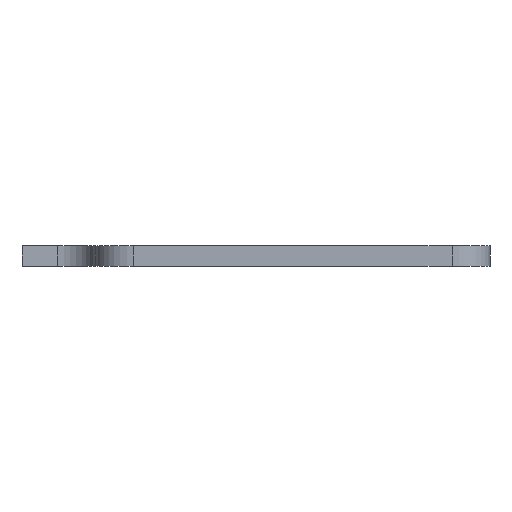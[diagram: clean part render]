
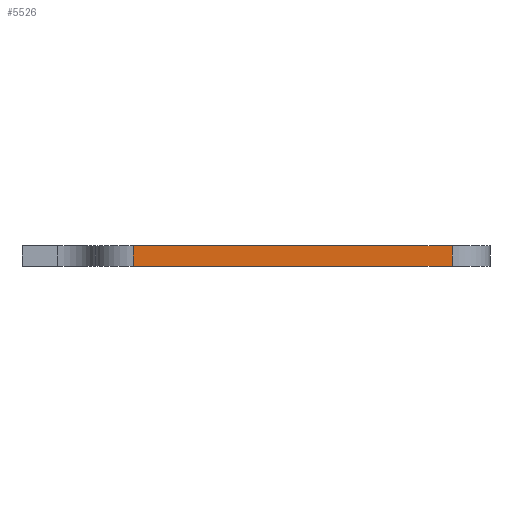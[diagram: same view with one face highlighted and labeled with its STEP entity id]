
A CAD part, front view. The second image highlights one B-rep face of the part: STEP entity #5526.
In plain terms, the highlighted planar face has unit normal (0, -1, 0).
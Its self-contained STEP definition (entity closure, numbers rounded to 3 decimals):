
#90 = PLANE('',#91);
#91 = AXIS2_PLACEMENT_3D('',#92,#93,#94);
#92 = CARTESIAN_POINT('',(19.037,33.81,1.6));
#93 = DIRECTION('',(-0.,-0.,-1.));
#94 = DIRECTION('',(-1.,0.,0.));
#144 = PLANE('',#145);
#145 = AXIS2_PLACEMENT_3D('',#146,#147,#148);
#146 = CARTESIAN_POINT('',(19.037,33.81,0.));
#147 = DIRECTION('',(-0.,-0.,-1.));
#148 = DIRECTION('',(-1.,0.,0.));
#418 = VERTEX_POINT('',#419);
#419 = CARTESIAN_POINT('',(34.,0.,0.));
#438 = CYLINDRICAL_SURFACE('',#439,3.);
#439 = AXIS2_PLACEMENT_3D('',#440,#441,#442);
#440 = CARTESIAN_POINT('',(34.,3.,0.));
#441 = DIRECTION('',(-0.,-0.,-1.));
#442 = DIRECTION('',(1.,0.,-0.));
#450 = EDGE_CURVE('',#418,#451,#453,.T.);
#451 = VERTEX_POINT('',#452);
#452 = CARTESIAN_POINT('',(8.8,-0.,0.));
#453 = SURFACE_CURVE('',#454,(#458,#465),.PCURVE_S1.);
#454 = LINE('',#455,#456);
#455 = CARTESIAN_POINT('',(34.,0.,0.));
#456 = VECTOR('',#457,1.);
#457 = DIRECTION('',(-1.,-0.,0.));
#458 = PCURVE('',#144,#459);
#459 = DEFINITIONAL_REPRESENTATION('',(#460),#464);
#460 = LINE('',#461,#462);
#461 = CARTESIAN_POINT('',(-14.963,-33.81));
#462 = VECTOR('',#463,1.);
#463 = DIRECTION('',(1.,0.));
#464 = ( GEOMETRIC_REPRESENTATION_CONTEXT(2) 
PARAMETRIC_REPRESENTATION_CONTEXT() REPRESENTATION_CONTEXT('2D SPACE',''
  ) );
#465 = PCURVE('',#466,#471);
#466 = PLANE('',#467);
#467 = AXIS2_PLACEMENT_3D('',#468,#469,#470);
#468 = CARTESIAN_POINT('',(34.,0.,0.));
#469 = DIRECTION('',(0.,-1.,0.));
#470 = DIRECTION('',(-1.,0.,0.));
#471 = DEFINITIONAL_REPRESENTATION('',(#472),#476);
#472 = LINE('',#473,#474);
#473 = CARTESIAN_POINT('',(0.,-0.));
#474 = VECTOR('',#475,1.);
#475 = DIRECTION('',(1.,0.));
#476 = ( GEOMETRIC_REPRESENTATION_CONTEXT(2) 
PARAMETRIC_REPRESENTATION_CONTEXT() REPRESENTATION_CONTEXT('2D SPACE',''
  ) );
#499 = CYLINDRICAL_SURFACE('',#500,3.);
#500 = AXIS2_PLACEMENT_3D('',#501,#502,#503);
#501 = CARTESIAN_POINT('',(8.8,3.,0.));
#502 = DIRECTION('',(-0.,-0.,-1.));
#503 = DIRECTION('',(1.,0.,-0.));
#3081 = VERTEX_POINT('',#3082);
#3082 = CARTESIAN_POINT('',(34.,0.,1.6));
#3108 = EDGE_CURVE('',#3081,#3109,#3111,.T.);
#3109 = VERTEX_POINT('',#3110);
#3110 = CARTESIAN_POINT('',(8.8,0.,1.6));
#3111 = SURFACE_CURVE('',#3112,(#3116,#3123),.PCURVE_S1.);
#3112 = LINE('',#3113,#3114);
#3113 = CARTESIAN_POINT('',(34.,0.,1.6));
#3114 = VECTOR('',#3115,1.);
#3115 = DIRECTION('',(-1.,-0.,0.));
#3116 = PCURVE('',#90,#3117);
#3117 = DEFINITIONAL_REPRESENTATION('',(#3118),#3122);
#3118 = LINE('',#3119,#3120);
#3119 = CARTESIAN_POINT('',(-14.963,-33.81));
#3120 = VECTOR('',#3121,1.);
#3121 = DIRECTION('',(1.,0.));
#3122 = ( GEOMETRIC_REPRESENTATION_CONTEXT(2) 
PARAMETRIC_REPRESENTATION_CONTEXT() REPRESENTATION_CONTEXT('2D SPACE',''
  ) );
#3123 = PCURVE('',#466,#3124);
#3124 = DEFINITIONAL_REPRESENTATION('',(#3125),#3129);
#3125 = LINE('',#3126,#3127);
#3126 = CARTESIAN_POINT('',(0.,-1.6));
#3127 = VECTOR('',#3128,1.);
#3128 = DIRECTION('',(1.,0.));
#3129 = ( GEOMETRIC_REPRESENTATION_CONTEXT(2) 
PARAMETRIC_REPRESENTATION_CONTEXT() REPRESENTATION_CONTEXT('2D SPACE',''
  ) );
#5476 = EDGE_CURVE('',#418,#3081,#5477,.T.);
#5477 = SURFACE_CURVE('',#5478,(#5482,#5489),.PCURVE_S1.);
#5478 = LINE('',#5479,#5480);
#5479 = CARTESIAN_POINT('',(34.,0.,0.));
#5480 = VECTOR('',#5481,1.);
#5481 = DIRECTION('',(0.,0.,1.));
#5482 = PCURVE('',#438,#5483);
#5483 = DEFINITIONAL_REPRESENTATION('',(#5484),#5488);
#5484 = LINE('',#5485,#5486);
#5485 = CARTESIAN_POINT('',(-4.712,0.));
#5486 = VECTOR('',#5487,1.);
#5487 = DIRECTION('',(-0.,-1.));
#5488 = ( GEOMETRIC_REPRESENTATION_CONTEXT(2) 
PARAMETRIC_REPRESENTATION_CONTEXT() REPRESENTATION_CONTEXT('2D SPACE',''
  ) );
#5489 = PCURVE('',#466,#5490);
#5490 = DEFINITIONAL_REPRESENTATION('',(#5491),#5495);
#5491 = LINE('',#5492,#5493);
#5492 = CARTESIAN_POINT('',(0.,-0.));
#5493 = VECTOR('',#5494,1.);
#5494 = DIRECTION('',(0.,-1.));
#5495 = ( GEOMETRIC_REPRESENTATION_CONTEXT(2) 
PARAMETRIC_REPRESENTATION_CONTEXT() REPRESENTATION_CONTEXT('2D SPACE',''
  ) );
#5526 = ADVANCED_FACE('',(#5527),#466,.T.);
#5527 = FACE_BOUND('',#5528,.T.);
#5528 = EDGE_LOOP('',(#5529,#5530,#5531,#5552));
#5529 = ORIENTED_EDGE('',*,*,#5476,.T.);
#5530 = ORIENTED_EDGE('',*,*,#3108,.T.);
#5531 = ORIENTED_EDGE('',*,*,#5532,.F.);
#5532 = EDGE_CURVE('',#451,#3109,#5533,.T.);
#5533 = SURFACE_CURVE('',#5534,(#5538,#5545),.PCURVE_S1.);
#5534 = LINE('',#5535,#5536);
#5535 = CARTESIAN_POINT('',(8.8,-0.,0.));
#5536 = VECTOR('',#5537,1.);
#5537 = DIRECTION('',(0.,0.,1.));
#5538 = PCURVE('',#466,#5539);
#5539 = DEFINITIONAL_REPRESENTATION('',(#5540),#5544);
#5540 = LINE('',#5541,#5542);
#5541 = CARTESIAN_POINT('',(25.2,0.));
#5542 = VECTOR('',#5543,1.);
#5543 = DIRECTION('',(0.,-1.));
#5544 = ( GEOMETRIC_REPRESENTATION_CONTEXT(2) 
PARAMETRIC_REPRESENTATION_CONTEXT() REPRESENTATION_CONTEXT('2D SPACE',''
  ) );
#5545 = PCURVE('',#499,#5546);
#5546 = DEFINITIONAL_REPRESENTATION('',(#5547),#5551);
#5547 = LINE('',#5548,#5549);
#5548 = CARTESIAN_POINT('',(-4.712,0.));
#5549 = VECTOR('',#5550,1.);
#5550 = DIRECTION('',(-0.,-1.));
#5551 = ( GEOMETRIC_REPRESENTATION_CONTEXT(2) 
PARAMETRIC_REPRESENTATION_CONTEXT() REPRESENTATION_CONTEXT('2D SPACE',''
  ) );
#5552 = ORIENTED_EDGE('',*,*,#450,.F.);
